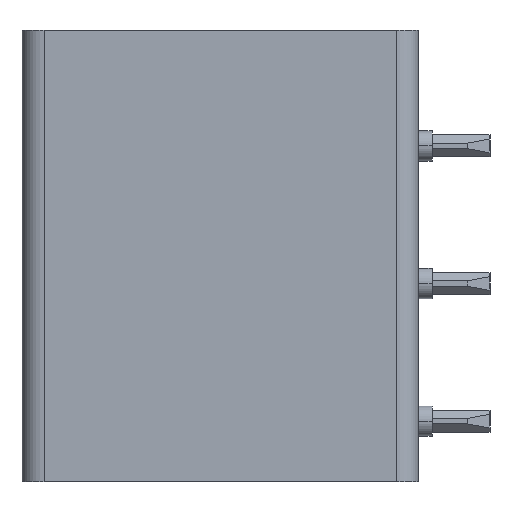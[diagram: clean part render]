
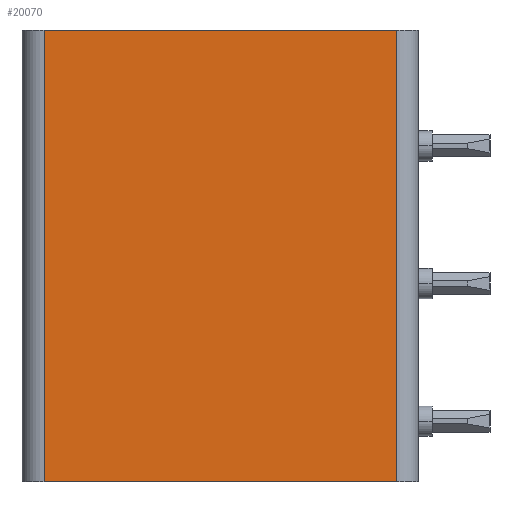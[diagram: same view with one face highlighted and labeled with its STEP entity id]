
A CAD part, left-side view. The second image highlights one B-rep face of the part: STEP entity #20070.
In plain terms, the highlighted planar face has unit normal (-1, 0, 0).
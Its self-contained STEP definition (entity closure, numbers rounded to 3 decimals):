
#19680=CARTESIAN_POINT('',(-1.728,4.827,
7.961));
#19690=DIRECTION('',(-1.,0.,0.));
#19700=DIRECTION('',(0.,-1.,0.));
#19710=AXIS2_PLACEMENT_3D('',#19680,#19690,#19700);
#19720=PLANE('',#19710);
#19730=CARTESIAN_POINT('',(-1.728,5.62,
22.5));
#19740=DIRECTION('',(0.,1.,0.));
#19750=VECTOR('',#19740,1.);
#19760=LINE('',#19730,#19750);
#19770=CARTESIAN_POINT('',(-1.728,-1.605,
22.5));
#19780=VERTEX_POINT('',#19770);
#19790=CARTESIAN_POINT('',(-1.728,11.195,
22.5));
#19800=VERTEX_POINT('',#19790);
#19810=EDGE_CURVE('',#19780,#19800,#19760,.T.);
#19820=ORIENTED_EDGE('',*,*,#19810,.T.);
#19830=CARTESIAN_POINT('',(-1.728,-1.605,
22.5));
#19840=DIRECTION('',(0.,0.,1.));
#19850=VECTOR('',#19840,1.);
#19860=LINE('',#19830,#19850);
#19870=CARTESIAN_POINT('',(-1.728,-1.605,6.1));
#19880=VERTEX_POINT('',#19870);
#19890=EDGE_CURVE('',#19880,#19780,#19860,.T.);
#19900=ORIENTED_EDGE('',*,*,#19890,.T.);
#19910=CARTESIAN_POINT('',(-1.728,-4.566,6.1));
#19920=DIRECTION('',(0.,-1.,0.));
#19930=VECTOR('',#19920,1.);
#19940=LINE('',#19910,#19930);
#19950=CARTESIAN_POINT('',(-1.728,11.195,6.1));
#19960=VERTEX_POINT('',#19950);
#19970=EDGE_CURVE('',#19960,#19880,#19940,.T.);
#19980=ORIENTED_EDGE('',*,*,#19970,.T.);
#19990=CARTESIAN_POINT('',(-1.728,11.195,
22.5));
#20000=DIRECTION('',(0.,0.,1.));
#20010=VECTOR('',#20000,1.);
#20020=LINE('',#19990,#20010);
#20030=EDGE_CURVE('',#19960,#19800,#20020,.T.);
#20040=ORIENTED_EDGE('',*,*,#20030,.F.);
#20050=EDGE_LOOP('',(#20040,#19980,#19900,#19820));
#20060=FACE_OUTER_BOUND('',#20050,.T.);
#20070=ADVANCED_FACE('',(#20060),#19720,.T.);
